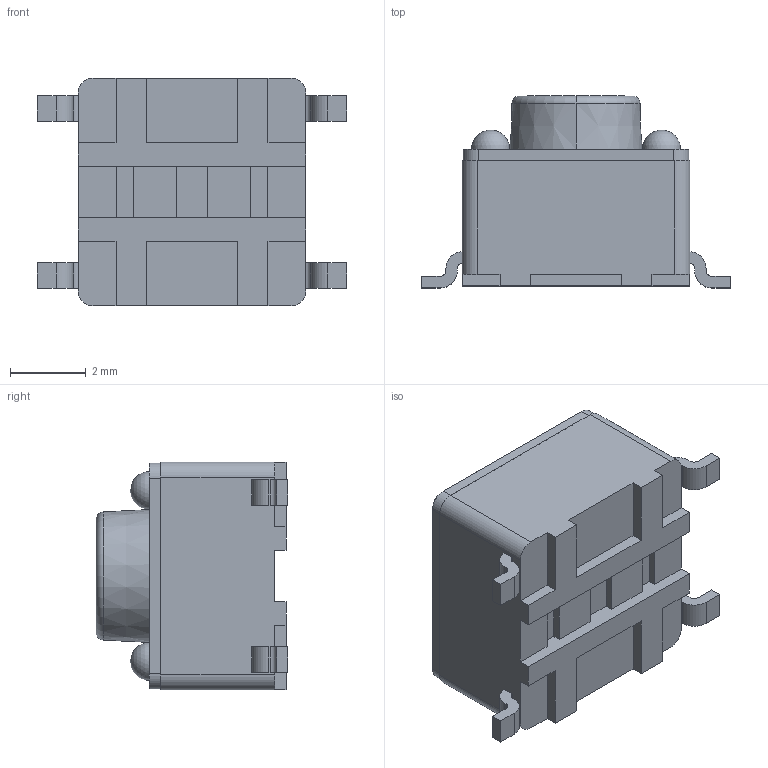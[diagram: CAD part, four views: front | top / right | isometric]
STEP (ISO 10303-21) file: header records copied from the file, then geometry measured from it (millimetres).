
FILE_DESCRIPTION (( 'STEP AP214' ), '1' );
FILE_NAME ('CircuitWorks-TACT SMD 6X6.STEP', '2018-12-19T05:14:59', ( '' ), ( '' ), 'SwSTEP 2.0', 'SolidWorks 2018', '' );
FILE_SCHEMA (( 'AUTOMOTIVE_DESIGN' ));
Length unit declared in the file: millimetre
Products named in the file (1): CircuitWorks-TACT SMD 6X6
Bounding box: 8.15 x 5.05 x 6 mm (x, y, z)
Volume: 136.6 mm3; surface area: 191.1 mm2
Topology: 1 solids, 1 shells, 108 faces, 306 edges, 206 vertices
Faces by surface type: plane 76, cylinder 24, sphere 4, torus 2, cone 2
Entity records: 3928 total; most frequent: CARTESIAN_POINT 601, ORIENTED_EDGE 588, DIRECTION 576, EDGE_CURVE 294, VECTOR 230, LINE 230, VERTEX_POINT 198, AXIS2_PLACEMENT_3D 173
